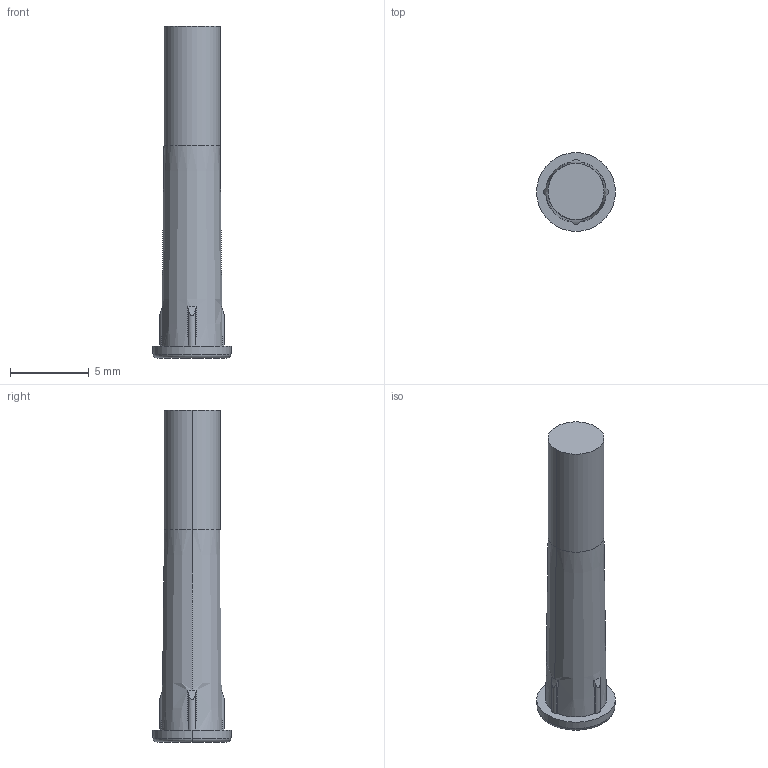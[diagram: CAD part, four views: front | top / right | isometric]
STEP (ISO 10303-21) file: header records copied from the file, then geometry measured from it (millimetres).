
FILE_DESCRIPTION((''),'2;1');
FILE_NAME('51513510800F','2022-06-23T09:25:27',('ldichoso'),(''),'CREO PARAMETRIC BY PTC INC, 2021304','CREO PARAMETRIC BY PTC INC, 2021304','');
FILE_SCHEMA(('CONFIG_CONTROL_DESIGN'));
Length unit declared in the file: inch
Products named in the file (1): 51513510800F
Bounding box: 5 x 5 x 21.08 mm (x, y, z)
Volume: 227.9 mm3; surface area: 286.4 mm2
Topology: 1 solids, 1 shells, 31 faces, 80 edges, 52 vertices
Faces by surface type: plane 11, cylinder 10, cone 8, torus 2
Entity records: 1086 total; most frequent: CARTESIAN_POINT 297, ORIENTED_EDGE 160, DIRECTION 152, EDGE_CURVE 80, AXIS2_PLACEMENT_3D 61, VERTEX_POINT 52, EDGE_LOOP 32, FACE_OUTER_BOUND 31
